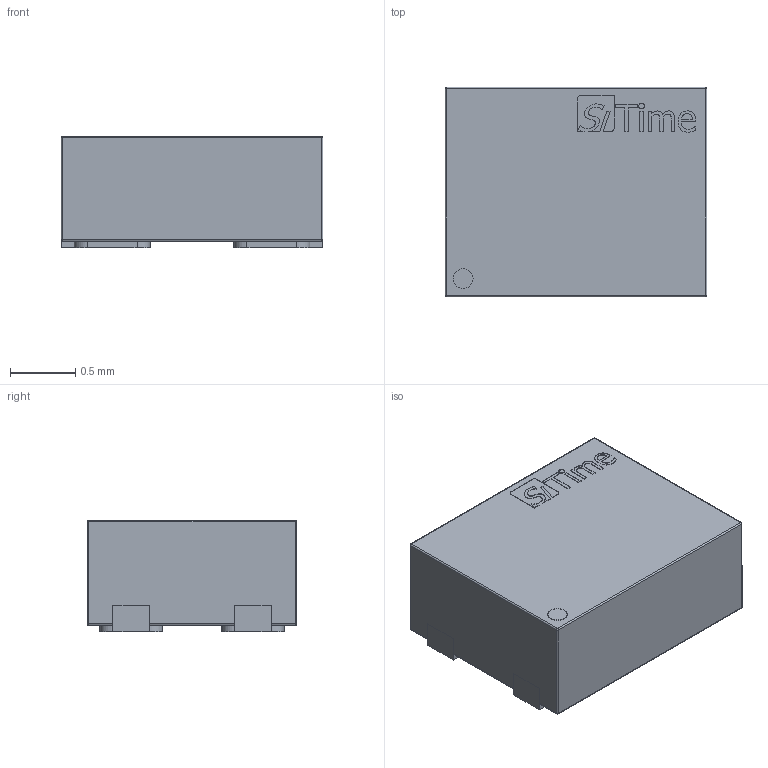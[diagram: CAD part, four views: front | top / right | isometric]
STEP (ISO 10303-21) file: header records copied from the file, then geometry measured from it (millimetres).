
FILE_DESCRIPTION(/* description */ (''),/* implementation_level */ '2;1');
FILE_NAME(/* name */ 'SIT8008BI-72-XXE-13.560000 2x1.6.stp',/* time_stamp */ '2022-04-07T00:26:49-04:00',/* author */ ('rabri'),/* organization */ (''),/* preprocessor_version */ 'ST-DEVELOPER v18',/* originating_system */ 'Autodesk Inventor 2020',/* authorisation */ '');
FILE_SCHEMA (('AUTOMOTIVE_DESIGN { 1 0 10303 214 3 1 1 }'));
Length unit declared in the file: millimetre
Products named in the file (4): SiTime SIT3372AC-1E2-25NB10.000000X; pads; base; logo
Assembly tree (3 placements, depth 2):
  SiTime SIT3372AC-1E2-25NB10.000000X
    pads
    base
    logo
Bounding box: 2 x 1.6 x 0.85 mm (x, y, z)
Volume: 2.6 mm3; surface area: 17.3 mm2
Topology: 12 solids, 12 shells, 219 faces, 561 edges, 366 vertices
Faces by surface type: plane 120, cylinder 50, bspline 41, sphere 8
Full cylindrical faces by diameter (mm): 0.043 x1, 0.15 x1
Entity records: 6967 total; most frequent: CARTESIAN_POINT 1662, ORIENTED_EDGE 1122, DIRECTION 963, EDGE_CURVE 561, LINE 377, VECTOR 377, VERTEX_POINT 366, AXIS2_PLACEMENT_3D 293
